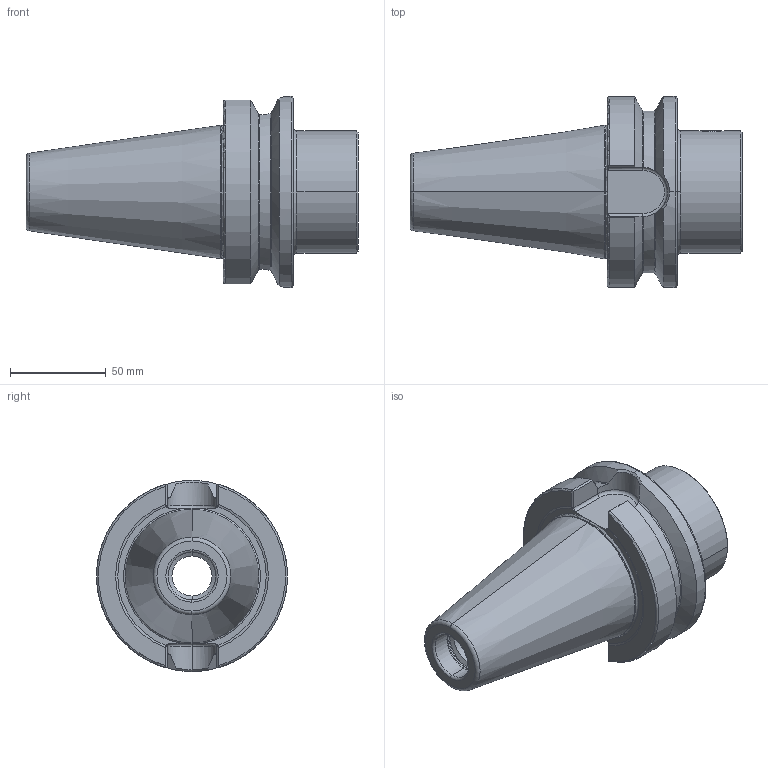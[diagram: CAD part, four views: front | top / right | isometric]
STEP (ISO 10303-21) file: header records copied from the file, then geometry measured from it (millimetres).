
FILE_DESCRIPTION (( 'STEP AP214' ), '1' );
FILE_NAME ('BP5.ST6.K01.072.STEP', '2023-09-20T08:37:45', ( '' ), ( '' ), 'SwSTEP 2.0', 'SolidWorks 2017', '' );
FILE_SCHEMA (( 'AUTOMOTIVE_DESIGN' ));
Length unit declared in the file: millimetre
Products named in the file (4): BP5.ST6.K01.072; BP5-ST6.K01.072_A; DIN 3771 - 33x2; ST6-ER1.001.018_A
Assembly tree (3 placements, depth 2):
  BP5.ST6.K01.072
    BP5-ST6.K01.072_A
    ST6-ER1.001.018_A
    DIN 3771 - 33x2
Bounding box: 173.8 x 100 x 100 mm (x, y, z)
Volume: 505583.2 mm3; surface area: 67042.4 mm2
Topology: 3 solids, 3 shells, 163 faces, 400 edges, 241 vertices
Faces by surface type: plane 45, cylinder 42, torus 38, cone 34, bspline 4
Entity records: 5788 total; most frequent: CARTESIAN_POINT 1762, ORIENTED_EDGE 796, DIRECTION 794, EDGE_CURVE 398, AXIS2_PLACEMENT_3D 329, VERTEX_POINT 241, EDGE_LOOP 169, CIRCLE 164
